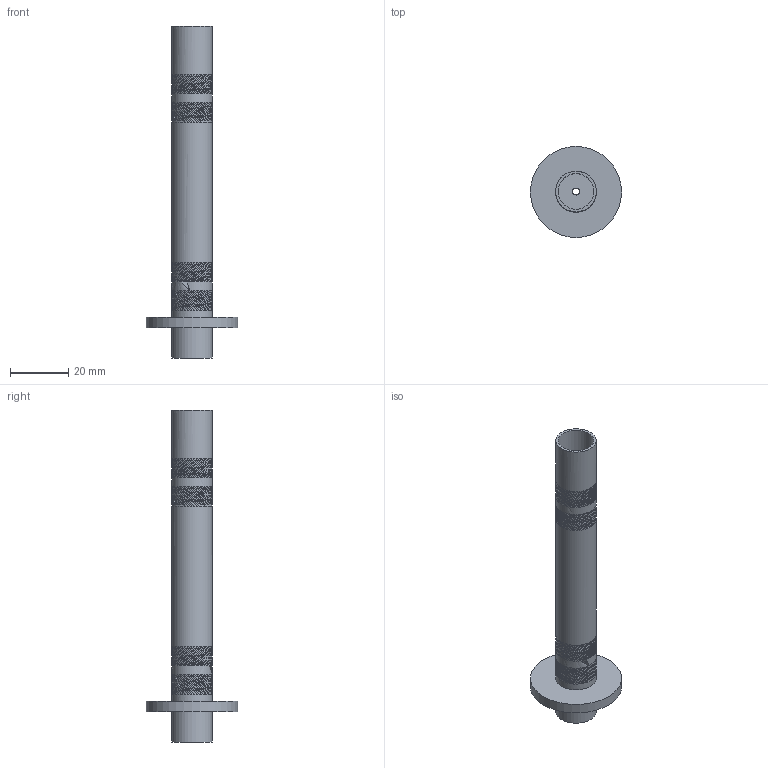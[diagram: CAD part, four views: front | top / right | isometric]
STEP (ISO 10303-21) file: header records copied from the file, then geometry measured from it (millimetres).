
FILE_DESCRIPTION(('Open CASCADE Model'),'2;1');
FILE_NAME('Open CASCADE Shape Model','2023-08-04T15:48:57',('Author'),( 'Open CASCADE'),'Open CASCADE STEP processor 7.7','Open CASCADE 7.7' ,'Unknown');
FILE_SCHEMA(('AUTOMOTIVE_DESIGN { 1 0 10303 214 1 1 1 1 }'));
Length unit declared in the file: millimetre
Products named in the file (1): Open CASCADE STEP translator 7.7 4
Bounding box: 31.33 x 31.33 x 114.15 mm (x, y, z)
Volume: 16989.5 mm3; surface area: 8213.9 mm2
Topology: 1 solids, 1 shells, 572 faces, 1446 edges, 964 vertices
Faces by surface type: bspline 560, cylinder 6, plane 6
Full cylindrical faces by diameter (mm): 2.413 x1, 10.479 x1, 12.211 x1, 13.93 x2, 31.332 x1
Entity records: 28644 total; most frequent: CARTESIAN_POINT 19271, ORIENTED_EDGE 2892, EDGE_CURVE 1446, B_SPLINE_CURVE_WITH_KNOTS 1400, VERTEX_POINT 964, FACE_BOUND 662, EDGE_LOOP 662, ADVANCED_FACE 572
